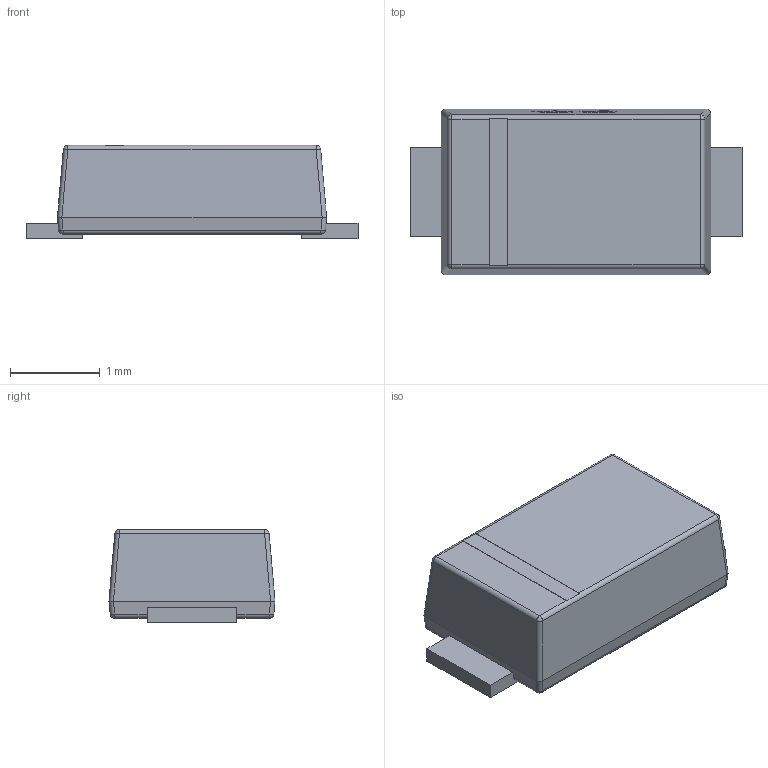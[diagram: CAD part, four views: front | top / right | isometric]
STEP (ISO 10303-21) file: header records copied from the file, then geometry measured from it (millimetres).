
FILE_DESCRIPTION (( 'STEP AP214' ), '1' );
FILE_NAME ('SOD-123FL_L3.0-W1.9-LS3.5-RD.step', '2022-07-29T07:44:44', ( '' ), ( '' ), 'SwSTEP 2.0', 'SolidWorks 2020', '' );
FILE_SCHEMA (( 'AUTOMOTIVE_DESIGN' ));
Length unit declared in the file: millimetre
Products named in the file (1): SOD-123FL_L3.0-W1.9-LS3.5-RD
Bounding box: 3.7 x 1.85 x 1.04 mm (x, y, z)
Volume: 5.4 mm3; surface area: 21.3 mm2
Topology: 1 solids, 1 shells, 276 faces, 733 edges, 478 vertices
Faces by surface type: plane 152, bspline 98, cylinder 18, sphere 8
Entity records: 12055 total; most frequent: CARTESIAN_POINT 2806, ORIENTED_EDGE 1466, DIRECTION 919, EDGE_CURVE 733, VECTOR 497, LINE 497, VERTEX_POINT 478, EDGE_LOOP 295
